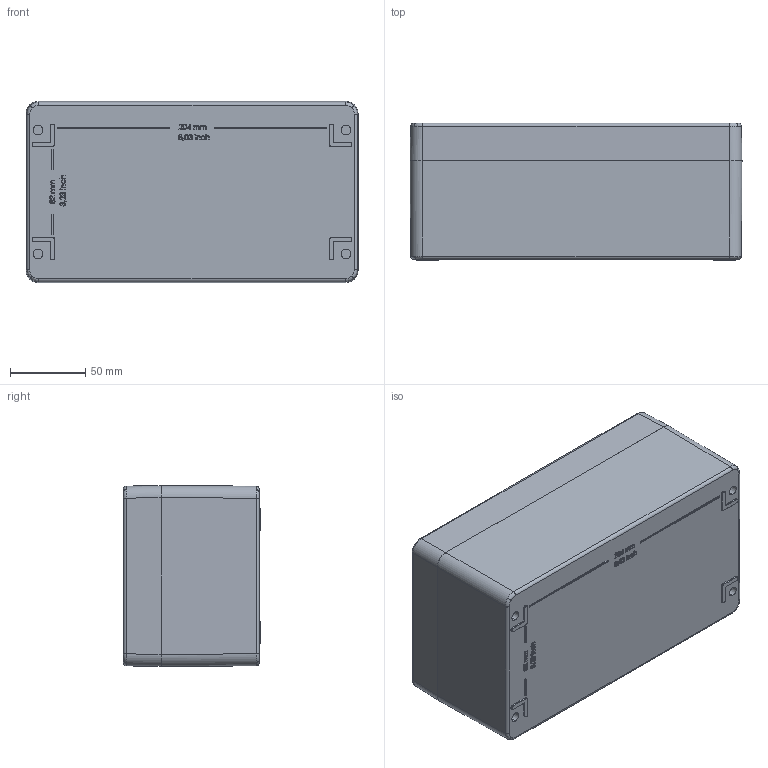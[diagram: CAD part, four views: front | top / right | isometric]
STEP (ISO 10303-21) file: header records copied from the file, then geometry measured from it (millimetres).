
FILE_DESCRIPTION (( 'STEP AP214' ), '1' );
FILE_NAME ('26122209.STEP', '2017-06-08T12:39:22', ( 'Macha' ), ( 'Hewlett-Packard Company' ), 'SwSTEP 2.0', 'SolidWorks 2015', '' );
FILE_SCHEMA (( 'AUTOMOTIVE_DESIGN' ));
Length unit declared in the file: millimetre
Products named in the file (9): 26122209; 92684; 82014_630; 93136; 23252-Deckel; 23252-Unterteil; 86222; 86224
Assembly tree (19 placements, depth 3):
  26122209
    23252-Unterteil
      23252-Unterteil
      86224  x4
      86222  x6
    23252-Deckel
    93136  x4
    82014_630
    92684
Bounding box: 220 x 91 x 120 mm (x, y, z)
Volume: 589472 mm3; surface area: 244257 mm2
Topology: 18 solids, 18 shells, 1702 faces, 4306 edges, 2722 vertices
Faces by surface type: plane 700, bspline 428, cylinder 270, cone 204, torus 92, sphere 8
Entity records: 60896 total; most frequent: CARTESIAN_POINT 31165, ORIENTED_EDGE 6828, DIRECTION 4852, EDGE_CURVE 3414, VERTEX_POINT 2184, LINE 1814, VECTOR 1814, AXIS2_PLACEMENT_3D 1519
